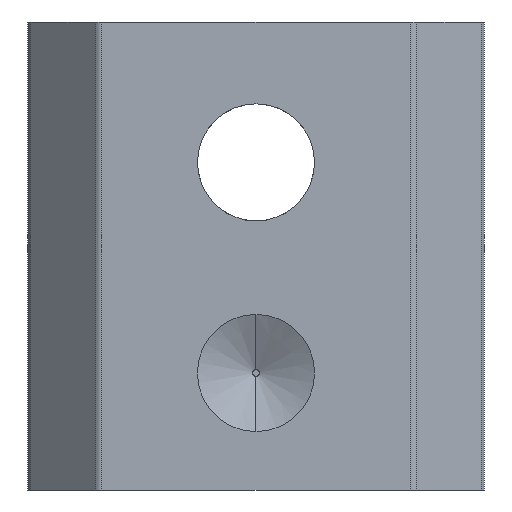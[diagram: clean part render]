
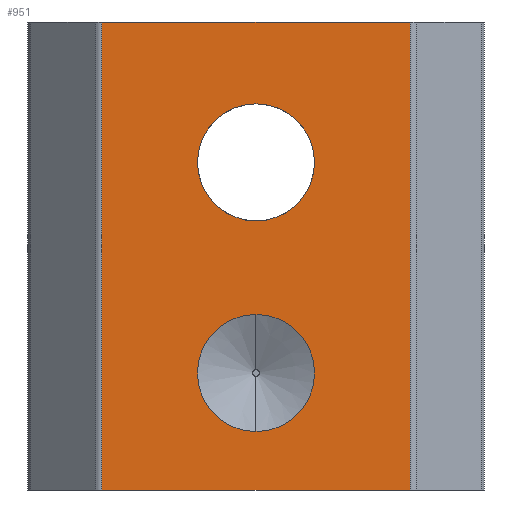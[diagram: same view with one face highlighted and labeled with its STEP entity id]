
A CAD part, front view. The second image highlights one B-rep face of the part: STEP entity #951.
In plain terms, the highlighted planar face has unit normal (0, -1, 0).
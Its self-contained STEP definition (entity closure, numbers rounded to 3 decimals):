
#6 = VERTEX_POINT ( 'NONE', #154 ) ;
#9 = VECTOR ( 'NONE', #602, 1000. ) ;
#28 = CIRCLE ( 'NONE', #451, 2.5 ) ;
#32 = AXIS2_PLACEMENT_3D ( 'NONE', #592, #72, #677 ) ;
#36 = CIRCLE ( 'NONE', #971, 2.5 ) ;
#37 = CARTESIAN_POINT ( 'NONE',  ( 6.584, 0., 0. ) ) ;
#45 = ORIENTED_EDGE ( 'NONE', *, *, #530, .T. ) ;
#72 = DIRECTION ( 'NONE',  ( 0., -1., 0. ) ) ;
#83 = VERTEX_POINT ( 'NONE', #595 ) ;
#116 = AXIS2_PLACEMENT_3D ( 'NONE', #552, #205, #804 ) ;
#128 = LINE ( 'NONE', #428, #1030 ) ;
#135 = ORIENTED_EDGE ( 'NONE', *, *, #431, .F. ) ;
#154 = CARTESIAN_POINT ( 'NONE',  ( 6.584, 0., 20. ) ) ;
#183 = VECTOR ( 'NONE', #863, 1000. ) ;
#205 = DIRECTION ( 'NONE',  ( 0., 1., 0. ) ) ;
#246 = CARTESIAN_POINT ( 'NONE',  ( 0., 0., 14. ) ) ;
#252 = CARTESIAN_POINT ( 'NONE',  ( -6.75, 0., 20. ) ) ;
#253 = DIRECTION ( 'NONE',  ( 0., -1., 0. ) ) ;
#269 = VERTEX_POINT ( 'NONE', #839 ) ;
#270 = CARTESIAN_POINT ( 'NONE',  ( 0., 0., 11.5 ) ) ;
#308 = ORIENTED_EDGE ( 'NONE', *, *, #468, .T. ) ;
#335 = DIRECTION ( 'NONE',  ( 0., 0., -1. ) ) ;
#338 = VERTEX_POINT ( 'NONE', #494 ) ;
#341 = DIRECTION ( 'NONE',  ( 0., -1., 0. ) ) ;
#367 = PLANE ( 'NONE',  #116 ) ;
#369 = ORIENTED_EDGE ( 'NONE', *, *, #474, .T. ) ;
#418 = CARTESIAN_POINT ( 'NONE',  ( 6.584, 0., 20. ) ) ;
#428 = CARTESIAN_POINT ( 'NONE',  ( -6.584, 0., 20. ) ) ;
#431 = EDGE_CURVE ( 'NONE', #338, #269, #776, .T. ) ;
#446 = EDGE_CURVE ( 'NONE', #875, #83, #28, .T. ) ;
#451 = AXIS2_PLACEMENT_3D ( 'NONE', #246, #854, #335 ) ;
#468 = EDGE_CURVE ( 'NONE', #532, #616, #669, .T. ) ;
#474 = EDGE_CURVE ( 'NONE', #616, #6, #1107, .T. ) ;
#479 = FACE_OUTER_BOUND ( 'NONE', #1092, .T. ) ;
#486 = ORIENTED_EDGE ( 'NONE', *, *, #446, .F. ) ;
#494 = CARTESIAN_POINT ( 'NONE',  ( 0., 0., 2.5 ) ) ;
#502 = EDGE_CURVE ( 'NONE', #564, #6, #1083, .T. ) ;
#506 = AXIS2_PLACEMENT_3D ( 'NONE', #773, #253, #867 ) ;
#517 = DIRECTION ( 'NONE',  ( 0., 0., -1. ) ) ;
#530 = EDGE_CURVE ( 'NONE', #564, #532, #128, .T. ) ;
#532 = VERTEX_POINT ( 'NONE', #870 ) ;
#552 = CARTESIAN_POINT ( 'NONE',  ( -6.75, 0., 20. ) ) ;
#564 = VERTEX_POINT ( 'NONE', #876 ) ;
#592 = CARTESIAN_POINT ( 'NONE',  ( 0., 0., 14. ) ) ;
#595 = CARTESIAN_POINT ( 'NONE',  ( 0., 0., 16.5 ) ) ;
#602 = DIRECTION ( 'NONE',  ( 1., 0., 0. ) ) ;
#616 = VERTEX_POINT ( 'NONE', #37 ) ;
#669 = LINE ( 'NONE', #1040, #9 ) ;
#677 = DIRECTION ( 'NONE',  ( 0., 0., -1. ) ) ;
#690 = DIRECTION ( 'NONE',  ( 1., 0., 0. ) ) ;
#713 = FACE_BOUND ( 'NONE', #744, .T. ) ;
#744 = EDGE_LOOP ( 'NONE', ( #486, #748 ) ) ;
#748 = ORIENTED_EDGE ( 'NONE', *, *, #1076, .F. ) ;
#772 = ORIENTED_EDGE ( 'NONE', *, *, #777, .F. ) ;
#773 = CARTESIAN_POINT ( 'NONE',  ( 0., 0., 5. ) ) ;
#776 = CIRCLE ( 'NONE', #506, 2.5 ) ;
#777 = EDGE_CURVE ( 'NONE', #269, #338, #36, .T. ) ;
#804 = DIRECTION ( 'NONE',  ( 0., 0., 1. ) ) ;
#839 = CARTESIAN_POINT ( 'NONE',  ( 0., 0., 7.5 ) ) ;
#854 = DIRECTION ( 'NONE',  ( 0., -1., 0. ) ) ;
#863 = DIRECTION ( 'NONE',  ( 0., 0., 1. ) ) ;
#867 = DIRECTION ( 'NONE',  ( 0., 0., -1. ) ) ;
#868 = CARTESIAN_POINT ( 'NONE',  ( 0., 0., 5. ) ) ;
#870 = CARTESIAN_POINT ( 'NONE',  ( -6.584, 0., 0. ) ) ;
#875 = VERTEX_POINT ( 'NONE', #270 ) ;
#876 = CARTESIAN_POINT ( 'NONE',  ( -6.584, 0., 20. ) ) ;
#942 = EDGE_LOOP ( 'NONE', ( #135, #772 ) ) ;
#951 = ADVANCED_FACE ( 'NONE', ( #1123, #713, #479 ), #367, .F. ) ;
#953 = DIRECTION ( 'NONE',  ( 0., 0., -1. ) ) ;
#971 = AXIS2_PLACEMENT_3D ( 'NONE', #868, #341, #953 ) ;
#1015 = CIRCLE ( 'NONE', #32, 2.5 ) ;
#1030 = VECTOR ( 'NONE', #517, 1000. ) ;
#1040 = CARTESIAN_POINT ( 'NONE',  ( -6.75, 0., 0. ) ) ;
#1060 = VECTOR ( 'NONE', #690, 1000. ) ;
#1076 = EDGE_CURVE ( 'NONE', #83, #875, #1015, .T. ) ;
#1083 = LINE ( 'NONE', #252, #1060 ) ;
#1092 = EDGE_LOOP ( 'NONE', ( #308, #369, #1103, #45 ) ) ;
#1103 = ORIENTED_EDGE ( 'NONE', *, *, #502, .F. ) ;
#1107 = LINE ( 'NONE', #418, #183 ) ;
#1123 = FACE_BOUND ( 'NONE', #942, .T. ) ;
